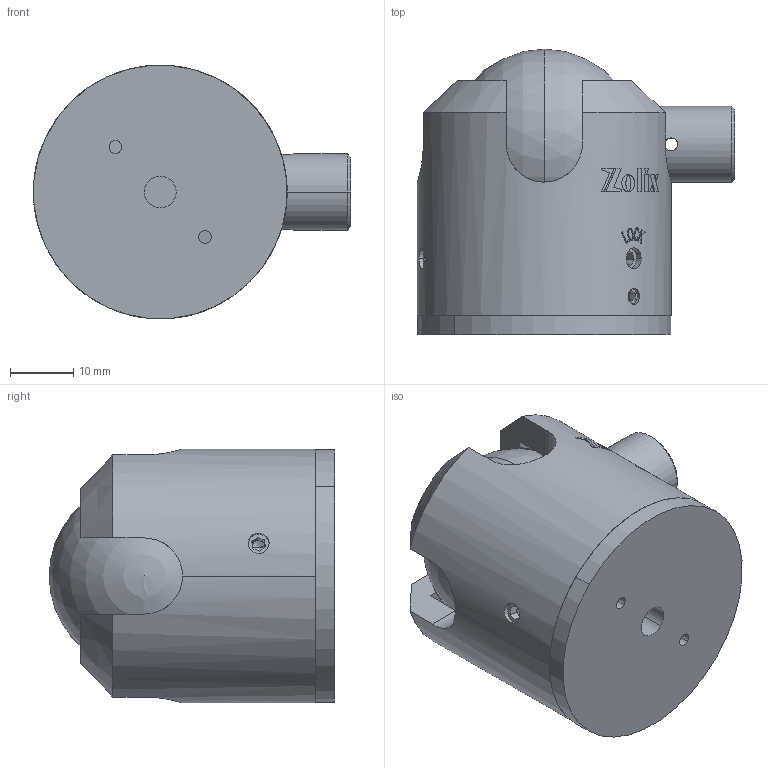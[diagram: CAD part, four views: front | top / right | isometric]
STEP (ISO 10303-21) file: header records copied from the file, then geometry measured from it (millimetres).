
FILE_DESCRIPTION (( 'STEP AP203' ), '1' );
FILE_NAME ('PHUP-30.STEP', '2022-07-20T02:46:01', ( '' ), ( '' ), 'SwSTEP 2.0', 'SolidWorks 2021', '' );
FILE_SCHEMA (( 'CONFIG_CONTROL_DESIGN' ));
Length unit declared in the file: millimetre
Products named in the file (1): PHUP-30
Bounding box: 50 x 45 x 40 mm (x, y, z)
Volume: 42802 mm3; surface area: 18234.5 mm2
Topology: 8 solids, 8 shells, 369 faces, 950 edges, 610 vertices
Faces by surface type: bspline 157, plane 102, cylinder 65, cone 42, sphere 3
Entity records: 15426 total; most frequent: CARTESIAN_POINT 7812, ORIENTED_EDGE 1870, DIRECTION 993, EDGE_CURVE 935, VERTEX_POINT 606, B_SPLINE_CURVE_WITH_KNOTS 532, EDGE_LOOP 413, AXIS2_PLACEMENT_3D 377
